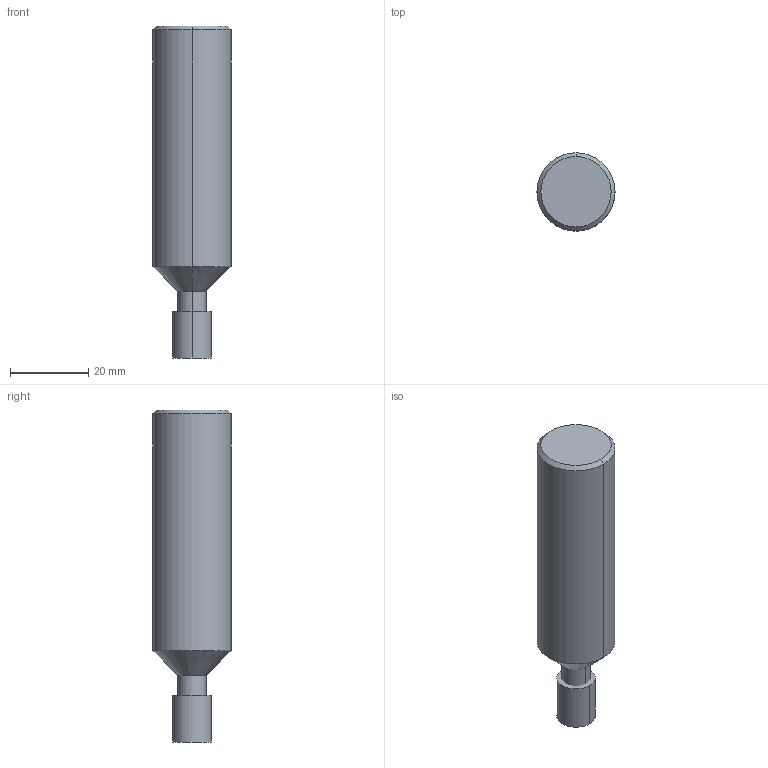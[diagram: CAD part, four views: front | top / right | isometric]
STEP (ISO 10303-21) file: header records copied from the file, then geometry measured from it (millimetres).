
FILE_DESCRIPTION((''),'2;1');
FILE_NAME('MTED09_9-1-W20-12','2020-05-15T',('schicker'),(''),'CREO PARAMETRIC BY PTC INC, 2017020','CREO PARAMETRIC BY PTC INC, 2017020','');
FILE_SCHEMA(('AUTOMOTIVE_DESIGN { 1 0 10303 214 1 1 1 1 }'));
Length unit declared in the file: millimetre
Products named in the file (3): NOCUT; CUT; MTED09_9-1-W20-12
Assembly tree (2 placements, depth 2):
  MTED09_9-1-W20-12
    NOCUT
    CUT
Bounding box: 20 x 20 x 85 mm (x, y, z)
Volume: 21895.3 mm3; surface area: 5463 mm2
Topology: 2 solids, 2 shells, 14 faces, 24 edges, 14 vertices
Faces by surface type: cylinder 6, plane 4, cone 4
Entity records: 1000 total; most frequent: DIRECTION 106, CARTESIAN_POINT 80, PROPERTY_DEFINITION 67, REPRESENTATION 65, PROPERTY_DEFINITION_REPRESENTATION 65, ORIENTED_EDGE 48, AXIS2_PLACEMENT_3D 47, GENERAL_PROPERTY 42
